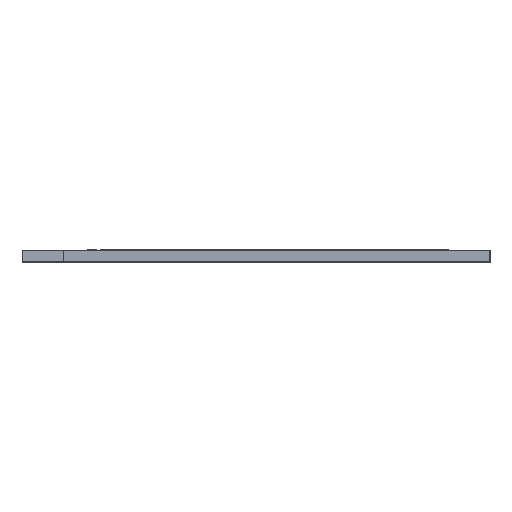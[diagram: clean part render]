
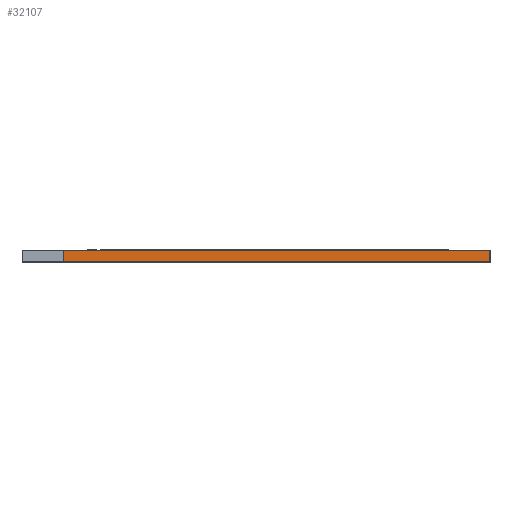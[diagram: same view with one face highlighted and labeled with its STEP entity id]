
A CAD part, left-side view. The second image highlights one B-rep face of the part: STEP entity #32107.
In plain terms, the highlighted planar face has unit normal (-1, 0, 0).
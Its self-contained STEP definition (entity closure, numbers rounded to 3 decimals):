
#32051 = VERTEX_POINT('',#32052);
#32052 = CARTESIAN_POINT('',(140.5,-117.5,1.51));
#32058 = EDGE_CURVE('',#32059,#32051,#32061,.T.);
#32059 = VERTEX_POINT('',#32060);
#32060 = CARTESIAN_POINT('',(140.5,-117.5,0.));
#32061 = LINE('',#32062,#32063);
#32062 = CARTESIAN_POINT('',(140.5,-117.5,0.));
#32063 = VECTOR('',#32064,1.);
#32064 = DIRECTION('',(0.,0.,1.));
#32107 = ADVANCED_FACE('',(#32108),#32133,.T.);
#32108 = FACE_BOUND('',#32109,.T.);
#32109 = EDGE_LOOP('',(#32110,#32111,#32119,#32127));
#32110 = ORIENTED_EDGE('',*,*,#32058,.T.);
#32111 = ORIENTED_EDGE('',*,*,#32112,.T.);
#32112 = EDGE_CURVE('',#32051,#32113,#32115,.T.);
#32113 = VERTEX_POINT('',#32114);
#32114 = CARTESIAN_POINT('',(140.5,-60.5,1.51));
#32115 = LINE('',#32116,#32117);
#32116 = CARTESIAN_POINT('',(140.5,-117.5,1.51));
#32117 = VECTOR('',#32118,1.);
#32118 = DIRECTION('',(0.,1.,0.));
#32119 = ORIENTED_EDGE('',*,*,#32120,.F.);
#32120 = EDGE_CURVE('',#32121,#32113,#32123,.T.);
#32121 = VERTEX_POINT('',#32122);
#32122 = CARTESIAN_POINT('',(140.5,-60.5,0.));
#32123 = LINE('',#32124,#32125);
#32124 = CARTESIAN_POINT('',(140.5,-60.5,0.));
#32125 = VECTOR('',#32126,1.);
#32126 = DIRECTION('',(0.,0.,1.));
#32127 = ORIENTED_EDGE('',*,*,#32128,.F.);
#32128 = EDGE_CURVE('',#32059,#32121,#32129,.T.);
#32129 = LINE('',#32130,#32131);
#32130 = CARTESIAN_POINT('',(140.5,-117.5,0.));
#32131 = VECTOR('',#32132,1.);
#32132 = DIRECTION('',(0.,1.,0.));
#32133 = PLANE('',#32134);
#32134 = AXIS2_PLACEMENT_3D('',#32135,#32136,#32137);
#32135 = CARTESIAN_POINT('',(140.5,-117.5,0.));
#32136 = DIRECTION('',(-1.,0.,0.));
#32137 = DIRECTION('',(0.,1.,0.));
